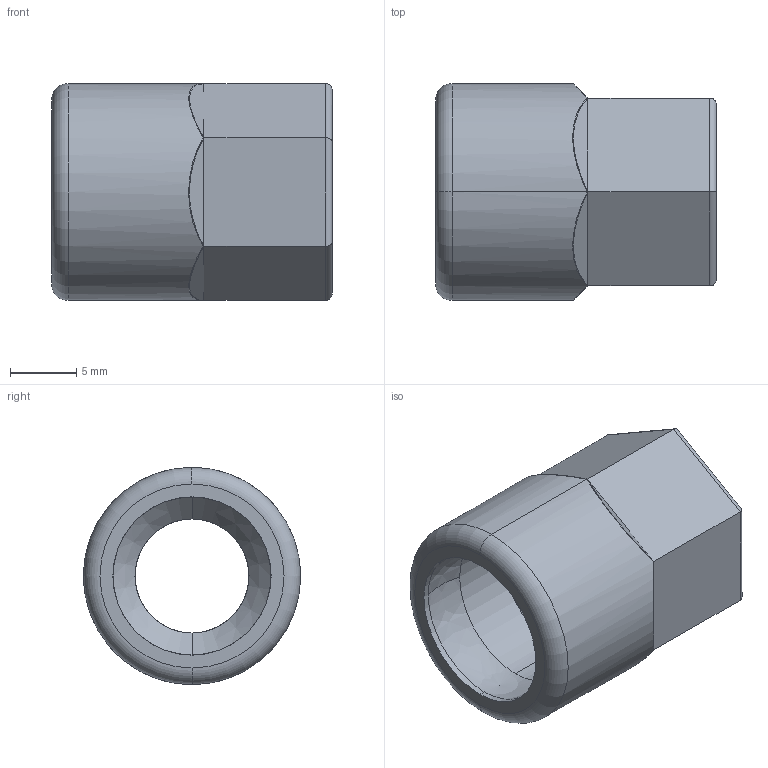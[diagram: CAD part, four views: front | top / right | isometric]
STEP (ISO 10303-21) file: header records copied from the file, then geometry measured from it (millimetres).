
FILE_DESCRIPTION (( 'STEP AP203' ), '1' );
FILE_NAME ('1-4 Socket to 1-8 FNPT.STEP', '2005-02-04T21:48:21', ( 'mark lockwood' ), ( 'lockwood products inc.' ), 'SwSTEP 2.0', 'SolidWorks 2004146', '' );
FILE_SCHEMA (( 'CONFIG_CONTROL_DESIGN' ));
Length unit declared in the file: inch
Products named in the file (1): 1-4 Socket  to 1-8 FNPT
Bounding box: 21.13 x 16.33 x 16.33 mm (x, y, z)
Volume: 2176.2 mm3; surface area: 2160.7 mm2
Topology: 1 solids, 1 shells, 85 faces, 214 edges, 129 vertices
Faces by surface type: cylinder 29, bspline 25, plane 15, cone 10, torus 4, sphere 2
Entity records: 11663 total; most frequent: CARTESIAN_POINT 9814, ORIENTED_EDGE 418, DIRECTION 296, EDGE_CURVE 209, VERTEX_POINT 126, AXIS2_PLACEMENT_3D 114, EDGE_LOOP 87, ADVANCED_FACE 85
